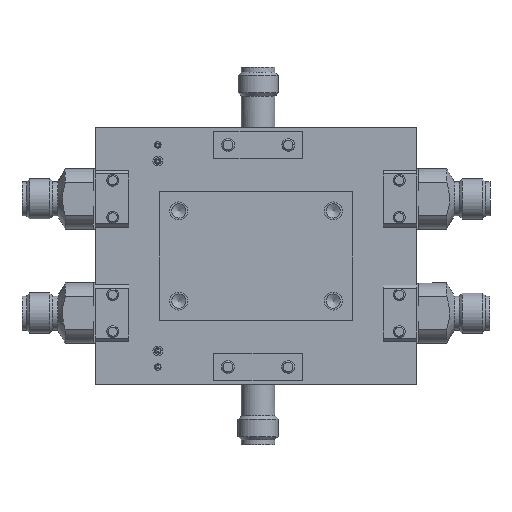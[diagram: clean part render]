
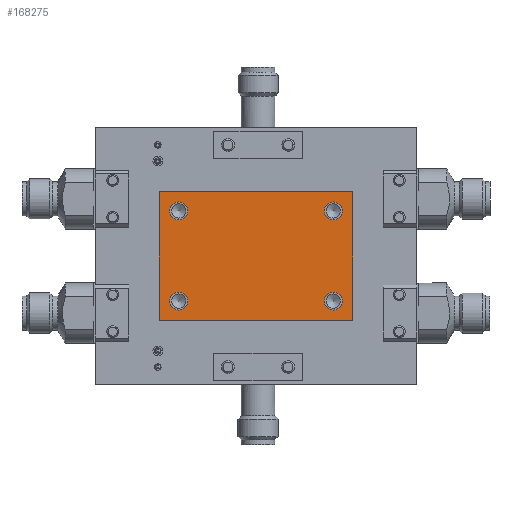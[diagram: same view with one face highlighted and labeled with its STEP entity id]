
A CAD part, front view. The second image highlights one B-rep face of the part: STEP entity #168275.
In plain terms, the highlighted planar face has unit normal (0, -1, 0).
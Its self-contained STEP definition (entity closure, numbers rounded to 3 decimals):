
#3242 = AXIS2_PLACEMENT_3D ( 'NONE', #64597, #313343, #43556 ) ;
#11135 = CARTESIAN_POINT ( 'NONE',  ( 10.16, -6.385, 10.16 ) ) ;
#31110 = DIRECTION ( 'NONE',  ( 0., 0., -1. ) ) ;
#37727 = CARTESIAN_POINT ( 'NONE',  ( 13.208, -6.385, 13.208 ) ) ;
#43556 = DIRECTION ( 'NONE',  ( 0., 0., -1. ) ) ;
#43890 = ORIENTED_EDGE ( 'NONE', *, *, #262290, .F. ) ;
#45511 = EDGE_LOOP ( 'NONE', ( #298420, #145960, #43890, #254527 ) ) ;
#47994 = EDGE_LOOP ( 'NONE', ( #261928 ) ) ;
#53653 = FACE_BOUND ( 'NONE', #293999, .T. ) ;
#57123 = AXIS2_PLACEMENT_3D ( 'NONE', #223248, #228060, #166075 ) ;
#62569 = AXIS2_PLACEMENT_3D ( 'NONE', #146125, #73362, #315837 ) ;
#64597 = CARTESIAN_POINT ( 'NONE',  ( 37.592, -6.385, 13.208 ) ) ;
#64620 = ORIENTED_EDGE ( 'NONE', *, *, #113213, .F. ) ;
#73362 = DIRECTION ( 'NONE',  ( 0., -1., 0. ) ) ;
#76372 = AXIS2_PLACEMENT_3D ( 'NONE', #276530, #84265, #31110 ) ;
#77262 = LINE ( 'NONE', #251732, #146879 ) ;
#79397 = PLANE ( 'NONE',  #57123 ) ;
#79646 = VERTEX_POINT ( 'NONE', #282138 ) ;
#84265 = DIRECTION ( 'NONE',  ( 0., -1., 0. ) ) ;
#86794 = CIRCLE ( 'NONE', #76372, 1.422 ) ;
#88980 = EDGE_LOOP ( 'NONE', ( #301424 ) ) ;
#94018 = VERTEX_POINT ( 'NONE', #291107 ) ;
#96059 = LINE ( 'NONE', #194566, #282191 ) ;
#96748 = DIRECTION ( 'NONE',  ( 0., 0., -1. ) ) ;
#97473 = VERTEX_POINT ( 'NONE', #150009 ) ;
#101925 = CARTESIAN_POINT ( 'NONE',  ( 40.64, -6.385, 30.48 ) ) ;
#109676 = DIRECTION ( 'NONE',  ( -1., 0., 0. ) ) ;
#111686 = EDGE_CURVE ( 'NONE', #207296, #207296, #158134, .T. ) ;
#113213 = EDGE_CURVE ( 'NONE', #210461, #210461, #86794, .T. ) ;
#145960 = ORIENTED_EDGE ( 'NONE', *, *, #278031, .F. ) ;
#146125 = CARTESIAN_POINT ( 'NONE',  ( 37.592, -6.385, 27.432 ) ) ;
#146879 = VECTOR ( 'NONE', #96748, 1000. ) ;
#150009 = CARTESIAN_POINT ( 'NONE',  ( 10.16, -6.385, 30.48 ) ) ;
#153788 = EDGE_CURVE ( 'NONE', #94018, #94018, #276709, .T. ) ;
#158134 = CIRCLE ( 'NONE', #3242, 1.422 ) ;
#158833 = CARTESIAN_POINT ( 'NONE',  ( 37.592, -6.385, 11.786 ) ) ;
#160355 = VERTEX_POINT ( 'NONE', #167563 ) ;
#161540 = VERTEX_POINT ( 'NONE', #101925 ) ;
#162037 = DIRECTION ( 'NONE',  ( 0., 0., -1. ) ) ;
#163357 = AXIS2_PLACEMENT_3D ( 'NONE', #37727, #305822, #162037 ) ;
#166075 = DIRECTION ( 'NONE',  ( 0., 0., 1. ) ) ;
#166404 = CARTESIAN_POINT ( 'NONE',  ( 10.16, -6.385, 30.48 ) ) ;
#167563 = CARTESIAN_POINT ( 'NONE',  ( 40.64, -6.385, 10.16 ) ) ;
#168275 = ADVANCED_FACE ( 'NONE', ( #221667, #271703, #300740, #53653, #252287 ), #79397, .F. ) ;
#187170 = LINE ( 'NONE', #11135, #211058 ) ;
#193790 = LINE ( 'NONE', #166404, #289326 ) ;
#194566 = CARTESIAN_POINT ( 'NONE',  ( 10.16, -6.385, 10.16 ) ) ;
#201799 = CIRCLE ( 'NONE', #62569, 1.422 ) ;
#207296 = VERTEX_POINT ( 'NONE', #158833 ) ;
#210461 = VERTEX_POINT ( 'NONE', #233097 ) ;
#211058 = VECTOR ( 'NONE', #109676, 1000. ) ;
#214868 = DIRECTION ( 'NONE',  ( 1., 0., 0. ) ) ;
#221193 = VERTEX_POINT ( 'NONE', #319841 ) ;
#221667 = FACE_BOUND ( 'NONE', #245813, .T. ) ;
#223248 = CARTESIAN_POINT ( 'NONE',  ( 10.16, -6.385, 10.16 ) ) ;
#228060 = DIRECTION ( 'NONE',  ( 0., 1., 0. ) ) ;
#231468 = ORIENTED_EDGE ( 'NONE', *, *, #153788, .F. ) ;
#233097 = CARTESIAN_POINT ( 'NONE',  ( 13.208, -6.385, 26.01 ) ) ;
#245646 = EDGE_CURVE ( 'NONE', #79646, #97473, #96059, .T. ) ;
#245813 = EDGE_LOOP ( 'NONE', ( #64620 ) ) ;
#251732 = CARTESIAN_POINT ( 'NONE',  ( 40.64, -6.385, 10.16 ) ) ;
#252287 = FACE_OUTER_BOUND ( 'NONE', #45511, .T. ) ;
#254527 = ORIENTED_EDGE ( 'NONE', *, *, #305066, .F. ) ;
#261928 = ORIENTED_EDGE ( 'NONE', *, *, #281694, .F. ) ;
#262290 = EDGE_CURVE ( 'NONE', #161540, #160355, #77262, .T. ) ;
#271703 = FACE_BOUND ( 'NONE', #47994, .T. ) ;
#276530 = CARTESIAN_POINT ( 'NONE',  ( 13.208, -6.385, 27.432 ) ) ;
#276709 = CIRCLE ( 'NONE', #163357, 1.422 ) ;
#278031 = EDGE_CURVE ( 'NONE', #160355, #79646, #187170, .T. ) ;
#281694 = EDGE_CURVE ( 'NONE', #221193, #221193, #201799, .T. ) ;
#282138 = CARTESIAN_POINT ( 'NONE',  ( 10.16, -6.385, 10.16 ) ) ;
#282191 = VECTOR ( 'NONE', #293168, 1000. ) ;
#289326 = VECTOR ( 'NONE', #214868, 1000. ) ;
#291107 = CARTESIAN_POINT ( 'NONE',  ( 13.208, -6.385, 11.786 ) ) ;
#293168 = DIRECTION ( 'NONE',  ( 0., 0., 1. ) ) ;
#293999 = EDGE_LOOP ( 'NONE', ( #231468 ) ) ;
#298420 = ORIENTED_EDGE ( 'NONE', *, *, #245646, .F. ) ;
#300740 = FACE_BOUND ( 'NONE', #88980, .T. ) ;
#301424 = ORIENTED_EDGE ( 'NONE', *, *, #111686, .F. ) ;
#305066 = EDGE_CURVE ( 'NONE', #97473, #161540, #193790, .T. ) ;
#305822 = DIRECTION ( 'NONE',  ( 0., -1., 0. ) ) ;
#313343 = DIRECTION ( 'NONE',  ( 0., -1., 0. ) ) ;
#315837 = DIRECTION ( 'NONE',  ( 0., 0., -1. ) ) ;
#319841 = CARTESIAN_POINT ( 'NONE',  ( 37.592, -6.385, 26.01 ) ) ;
